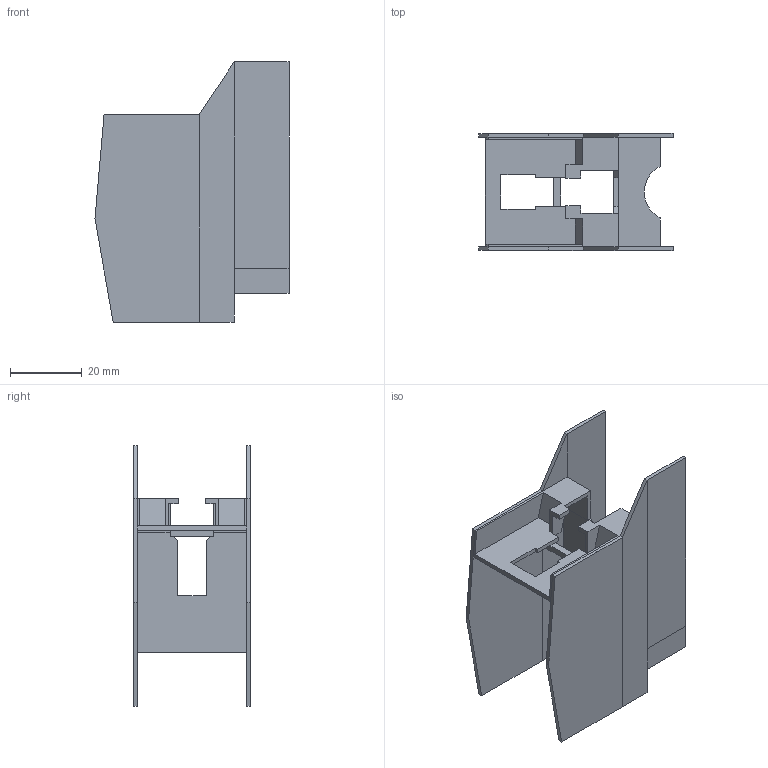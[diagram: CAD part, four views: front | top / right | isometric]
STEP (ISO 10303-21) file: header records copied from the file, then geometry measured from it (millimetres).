
FILE_DESCRIPTION(('CATIA V5 STEP'),'2;1');
FILE_NAME('U8540077_L.stp','2019-08-14T06:19:28+00:00',('none'),('Jean Müller GmbH'),'CATIA Version 5 Release 19 SP 9 (IN-10)','CATIA V5 STEP AP214','none');
FILE_SCHEMA(('AUTOMOTIVE_DESIGN { 1 0 10303 214 1 1 1 1 }'));
Length unit declared in the file: millimetre
Products named in the file (1): 33535_L_Abdeckhaube U00 und LTL00
Bounding box: 54.04 x 32.5 x 72.5 mm (x, y, z)
Volume: 9494.6 mm3; surface area: 17950.1 mm2
Topology: 1 solids, 1 shells, 108 faces, 303 edges, 193 vertices
Faces by surface type: plane 106, cylinder 2
Entity records: 3226 total; most frequent: ORIENTED_EDGE 606, CARTESIAN_POINT 570, DIRECTION 449, EDGE_CURVE 303, VECTOR 299, LINE 299, VERTEX_POINT 193, ADVANCED_FACE 108
